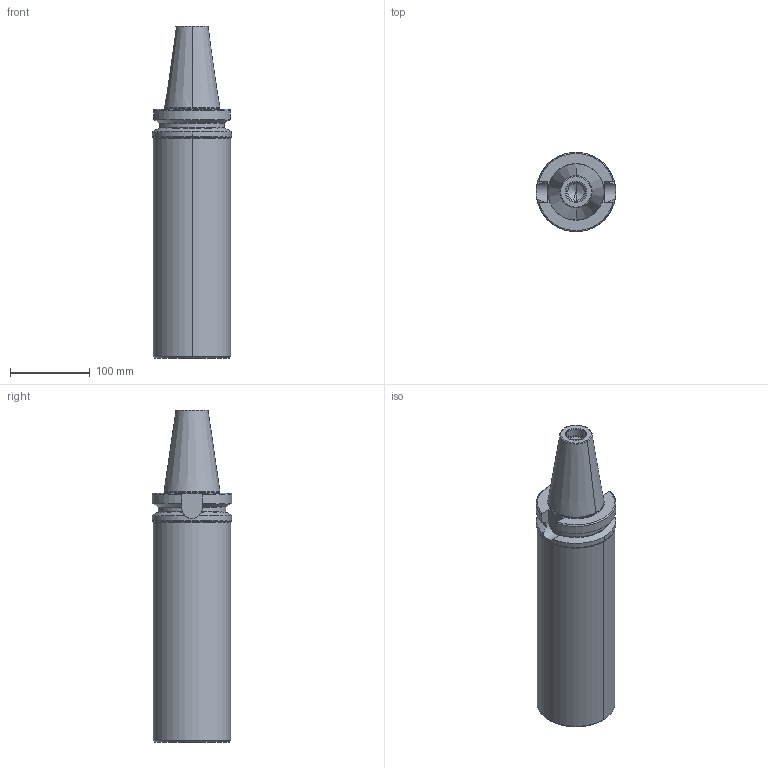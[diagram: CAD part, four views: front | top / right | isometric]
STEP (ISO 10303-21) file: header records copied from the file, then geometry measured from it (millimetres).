
FILE_DESCRIPTION((''),'2;1');
FILE_NAME('505_17_97','2020-08-03T',('101107'),(''),'CREO PARAMETRIC BY PTC INC, 2016260','CREO PARAMETRIC BY PTC INC, 2016260','');
FILE_SCHEMA(('CONFIG_CONTROL_DESIGN'));
Length unit declared in the file: millimetre
Products named in the file (1): 505_17_97
Bounding box: 100 x 100 x 416.8 mm (x, y, z)
Volume: 2536466.1 mm3; surface area: 133502.8 mm2
Topology: 1 solids, 1 shells, 72 faces, 172 edges, 100 vertices
Faces by surface type: torus 22, cone 20, cylinder 20, plane 10
Entity records: 2238 total; most frequent: CARTESIAN_POINT 537, DIRECTION 376, ORIENTED_EDGE 336, EDGE_CURVE 168, AXIS2_PLACEMENT_3D 161, VERTEX_POINT 100, CIRCLE 86, EDGE_LOOP 74
